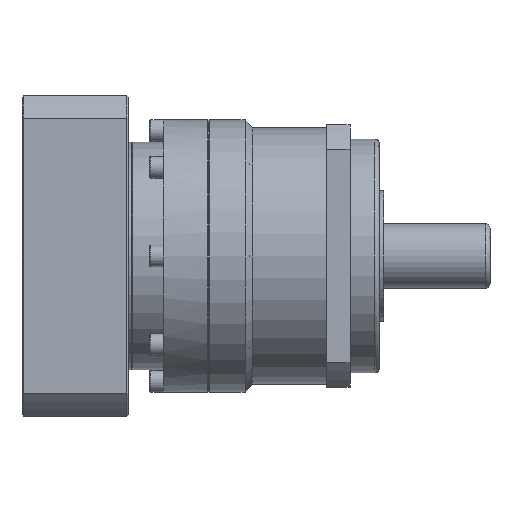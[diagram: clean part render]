
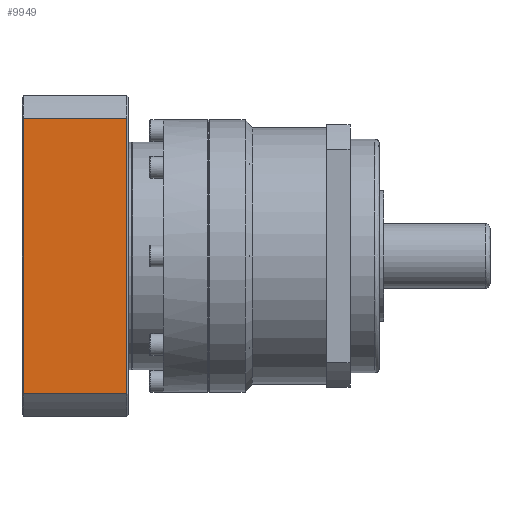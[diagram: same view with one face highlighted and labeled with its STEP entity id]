
A CAD part, front view. The second image highlights one B-rep face of the part: STEP entity #9949.
In plain terms, the highlighted planar face has unit normal (0, -1, 0).
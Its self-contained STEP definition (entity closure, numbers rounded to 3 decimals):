
#207 = CARTESIAN_POINT ( 'NONE',  ( -27.5, -55., 4. ) ) ;
#459 = DIRECTION ( 'NONE',  ( 0., -1., 0. ) ) ;
#1615 = ORIENTED_EDGE ( 'NONE', *, *, #4540, .F. ) ;
#2334 = VERTEX_POINT ( 'NONE', #5454 ) ;
#3426 = ORIENTED_EDGE ( 'NONE', *, *, #8677, .T. ) ;
#4109 = AXIS2_PLACEMENT_3D ( 'NONE', #9650, #459, #11123 ) ;
#4152 = LINE ( 'NONE', #8881, #7848 ) ;
#4348 = LINE ( 'NONE', #207, #15837 ) ;
#4540 = EDGE_CURVE ( 'NONE', #14865, #2334, #4348, .T. ) ;
#5093 = ORIENTED_EDGE ( 'NONE', *, *, #11648, .T. ) ;
#5244 = DIRECTION ( 'NONE',  ( 0., 0., -1. ) ) ;
#5454 = CARTESIAN_POINT ( 'NONE',  ( -47.236, -55., 4. ) ) ;
#5478 = LINE ( 'NONE', #18219, #13427 ) ;
#6886 = CARTESIAN_POINT ( 'NONE',  ( -47.236, -55., 0. ) ) ;
#7848 = VECTOR ( 'NONE', #19267, 1000. ) ;
#8330 = EDGE_CURVE ( 'NONE', #19550, #17857, #5478, .T. ) ;
#8677 = EDGE_CURVE ( 'NONE', #14865, #19550, #4152, .T. ) ;
#8881 = CARTESIAN_POINT ( 'NONE',  ( 47.236, -55., 0. ) ) ;
#9176 = EDGE_LOOP ( 'NONE', ( #15108, #5093, #1615, #3426 ) ) ;
#9353 = DIRECTION ( 'NONE',  ( -1., 0., 0. ) ) ;
#9650 = CARTESIAN_POINT ( 'NONE',  ( -55., -55., 0. ) ) ;
#9949 = ADVANCED_FACE ( 'NONE', ( #17895 ), #13900, .T. ) ;
#10260 = CARTESIAN_POINT ( 'NONE',  ( 47.236, -55., 4. ) ) ;
#10492 = CARTESIAN_POINT ( 'NONE',  ( -47.236, -55., 39.5 ) ) ;
#10878 = DIRECTION ( 'NONE',  ( -1., 0., 0. ) ) ;
#11123 = DIRECTION ( 'NONE',  ( 1., 0., 0. ) ) ;
#11648 = EDGE_CURVE ( 'NONE', #17857, #2334, #12237, .T. ) ;
#12237 = LINE ( 'NONE', #6886, #15680 ) ;
#13427 = VECTOR ( 'NONE', #9353, 1000. ) ;
#13900 = PLANE ( 'NONE',  #4109 ) ;
#14865 = VERTEX_POINT ( 'NONE', #10260 ) ;
#15108 = ORIENTED_EDGE ( 'NONE', *, *, #8330, .T. ) ;
#15680 = VECTOR ( 'NONE', #5244, 1000. ) ;
#15837 = VECTOR ( 'NONE', #10878, 1000. ) ;
#17857 = VERTEX_POINT ( 'NONE', #10492 ) ;
#17895 = FACE_OUTER_BOUND ( 'NONE', #9176, .T. ) ;
#17930 = CARTESIAN_POINT ( 'NONE',  ( 47.236, -55., 39.5 ) ) ;
#18219 = CARTESIAN_POINT ( 'NONE',  ( -55., -55., 39.5 ) ) ;
#19267 = DIRECTION ( 'NONE',  ( 0., 0., 1. ) ) ;
#19550 = VERTEX_POINT ( 'NONE', #17930 ) ;
